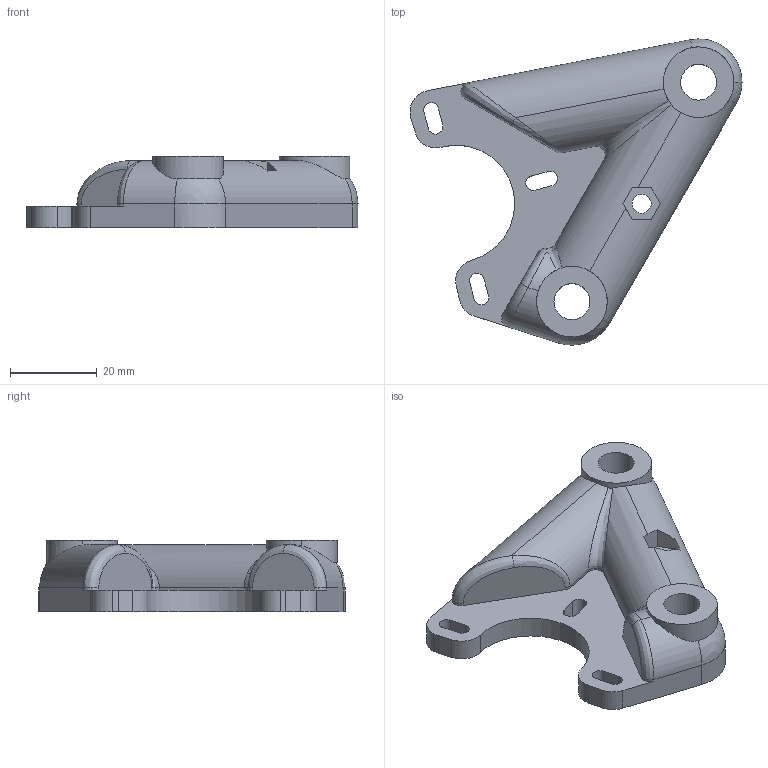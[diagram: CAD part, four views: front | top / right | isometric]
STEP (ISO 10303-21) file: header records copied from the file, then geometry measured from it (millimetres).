
FILE_DESCRIPTION (( 'STEP AP203' ), '1' );
FILE_NAME ('Ecksbot_Y_Motor_Mountx1.STEP', '2012-07-31T21:02:31', ( '' ), ( '' ), 'SwSTEP 2.0', 'SolidWorks 2012', '' );
FILE_SCHEMA (( 'CONFIG_CONTROL_DESIGN' ));
Length unit declared in the file: millimetre
Products named in the file (1): Ecksbot_Y_Motor_Mountx1
Bounding box: 76.63 x 70.66 x 16.5 mm (x, y, z)
Volume: 32570.9 mm3; surface area: 10397.8 mm2
Topology: 1 solids, 1 shells, 79 faces, 220 edges, 141 vertices
Faces by surface type: cylinder 43, plane 26, bspline 7, sphere 3
Entity records: 2951 total; most frequent: CARTESIAN_POINT 885, ORIENTED_EDGE 432, DIRECTION 411, EDGE_CURVE 216, AXIS2_PLACEMENT_3D 155, VERTEX_POINT 139, LINE 101, VECTOR 101
